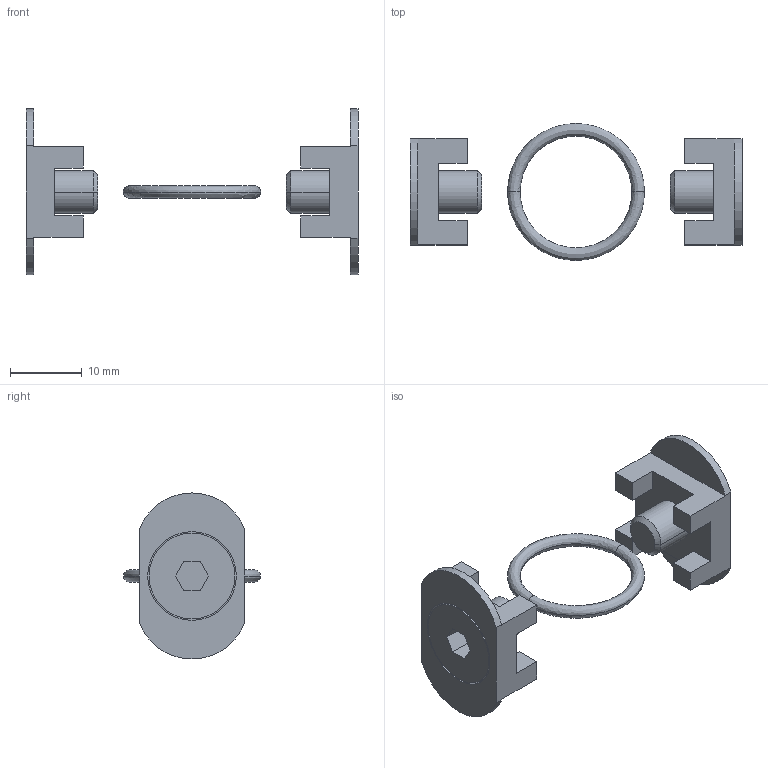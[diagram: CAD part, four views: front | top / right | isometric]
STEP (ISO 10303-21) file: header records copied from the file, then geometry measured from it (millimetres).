
FILE_DESCRIPTION (( 'STEP AP214' ), '1' );
FILE_NAME ('KN-KP11.STEP', '2017-10-19T08:54:47', ( '' ), ( '' ), 'SwSTEP 2.0', 'SolidWorks 2017', '' );
FILE_SCHEMA (( 'AUTOMOTIVE_DESIGN' ));
Length unit declared in the file: millimetre
Products named in the file (1): KN-KP11
Bounding box: 46.4 x 19.16 x 23.2 mm (x, y, z)
Volume: 2435.4 mm3; surface area: 2984.1 mm2
Topology: 3 solids, 3 shells, 84 faces, 208 edges, 136 vertices
Faces by surface type: plane 60, cylinder 16, cone 4, bspline 4
Entity records: 3496 total; most frequent: CARTESIAN_POINT 489, ORIENTED_EDGE 416, DIRECTION 414, EDGE_CURVE 208, VECTOR 164, LINE 164, VERTEX_POINT 136, AXIS2_PLACEMENT_3D 125
